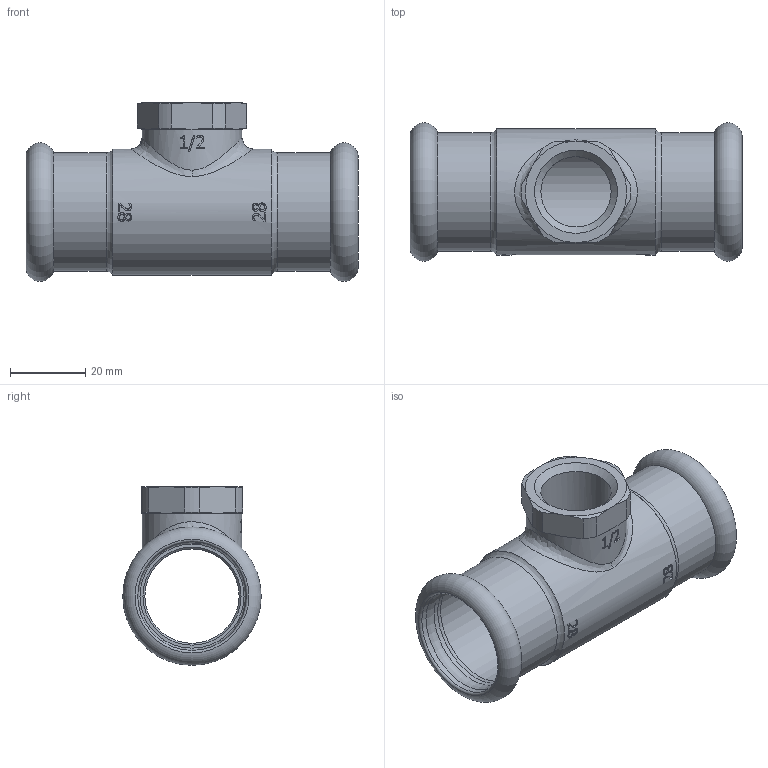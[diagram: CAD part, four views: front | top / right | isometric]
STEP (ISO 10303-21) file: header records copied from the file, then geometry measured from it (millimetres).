
FILE_DESCRIPTION(/* description */ ('TEE C/DERIV. FF 1/2"X28 Inoxpres Sfuso (Inoxpres tee F 1/2"x28 loose)'),/* implementation_level */ '2;1');
FILE_NAME(/* name */ '189102028_Inoxpres.stp',/* time_stamp */ '2022-10-12T08:13:24+02:00',/* author */ ('Vault'),/* organization */ ('Raccorderie metalliche s.p.a. '),/* preprocessor_version */ 'ST-DEVELOPER v18.1',/* originating_system */ 'Autodesk Inventor 2020',/* authorisation */ 'Raccorderie metalliche s.p.a. ');
FILE_SCHEMA (('AUTOMOTIVE_DESIGN { 1 0 10303 214 3 1 1 }'));
Length unit declared in the file: millimetre
Products named in the file (1): 189102028_Inoxpres
Bounding box: 88 x 36.68 x 47.34 mm (x, y, z)
Volume: 28786.7 mm3; surface area: 19336.9 mm2
Topology: 1 solids, 1 shells, 182 faces, 499 edges, 332 vertices
Faces by surface type: bspline 82, plane 44, cylinder 29, cone 15, torus 12
Full cylindrical faces by diameter (mm): 18.631 x1, 25 x1, 26.5 x1, 28.4 x2, 28.8 x4, 31.4 x2, 33.4 x1
Entity records: 25820 total; most frequent: CARTESIAN_POINT 21743, ORIENTED_EDGE 998, DIRECTION 589, EDGE_CURVE 499, VERTEX_POINT 332, AXIS2_PLACEMENT_3D 212, B_SPLINE_CURVE_WITH_KNOTS 199, EDGE_LOOP 199
